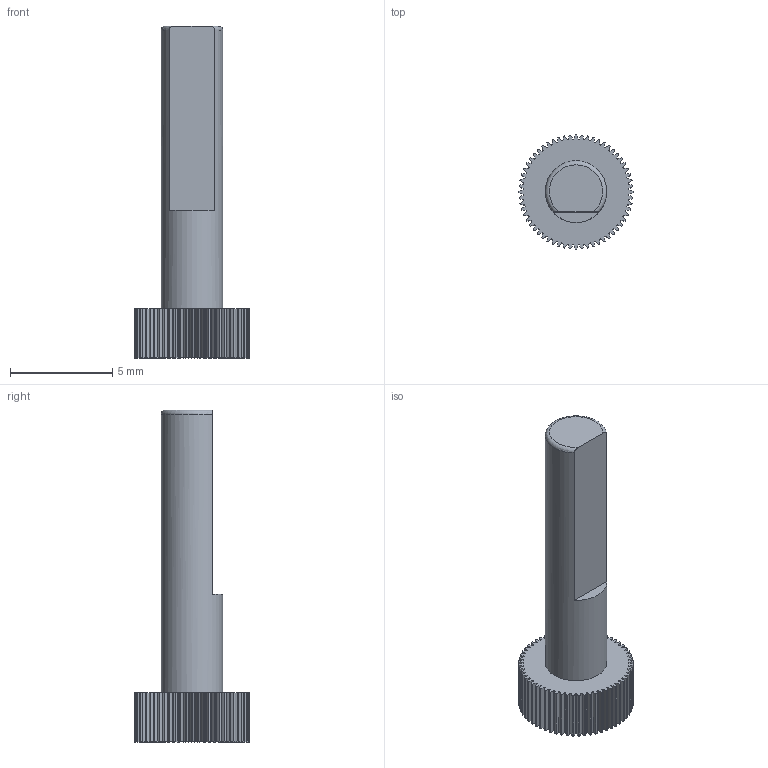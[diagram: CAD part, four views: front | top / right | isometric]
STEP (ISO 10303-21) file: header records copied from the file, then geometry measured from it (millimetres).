
FILE_DESCRIPTION(/* description */ ('','CAx-IF Rec.Pracs.---Representation and Presentation of Product Manufacturing Information (PMI)---4.0---2014-10-13'),/* implementation_level */ '2;1');
FILE_NAME(/* name */ 'half-shaft v1.step',/* time_stamp */ '2024-12-05T19:32:04Z',/* author */ (''),/* organization */ (''),/* preprocessor_version */ 'ST-DEVELOPER v20',/* originating_system */ 'Autodesk Translation Framework v13.20.0.188',/* authorisation */ '');
FILE_SCHEMA (('AP242_MANAGED_MODEL_BASED_3D_ENGINEERING_MIM_LF { 1 0 10303 442 1 1 4 }'));
Length unit declared in the file: millimetre
Products named in the file (1): half-shaft
Bounding box: 5.58 x 5.58 x 16.2 mm (x, y, z)
Volume: 144.2 mm3; surface area: 278.3 mm2
Topology: 2 solids, 2 shells, 251 faces, 738 edges, 492 vertices
Faces by surface type: cylinder 243, plane 7, torus 1
Full cylindrical faces by diameter (mm): 1 x2, 3 x1
Entity records: 8711 total; most frequent: DIRECTION 1729, CARTESIAN_POINT 1500, ORIENTED_EDGE 1476, AXIS2_PLACEMENT_3D 741, EDGE_CURVE 738, VERTEX_POINT 492, CIRCLE 489, EDGE_LOOP 254
